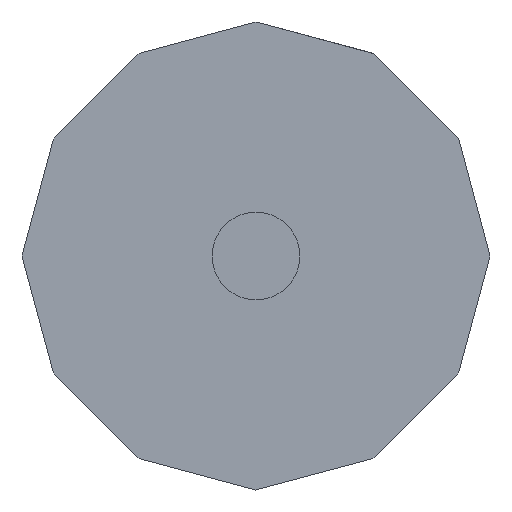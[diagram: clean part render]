
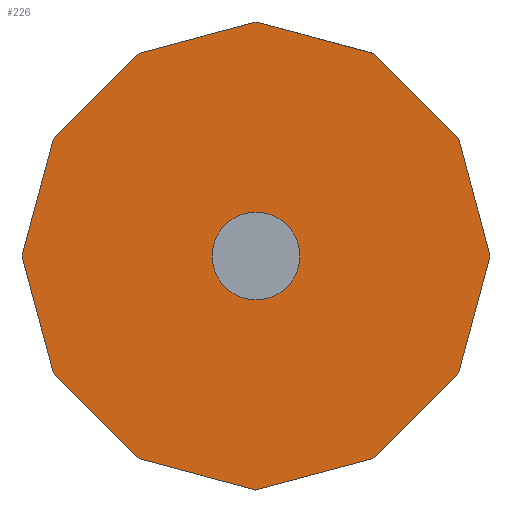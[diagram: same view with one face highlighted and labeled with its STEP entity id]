
A CAD part, front view. The second image highlights one B-rep face of the part: STEP entity #226.
In plain terms, the highlighted planar face has unit normal (0, -1, 0).
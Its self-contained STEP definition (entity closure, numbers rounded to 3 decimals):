
#9 = DIRECTION ( 'NONE',  ( 0.707, 0., -0.707 ) ) ;
#13 = VERTEX_POINT ( 'NONE', #1221 ) ;
#35 = EDGE_LOOP ( 'NONE', ( #204, #1275, #1649, #223, #1299, #2133, #1660, #155, #1792, #1388, #1544, #1941 ) ) ;
#50 = VERTEX_POINT ( 'NONE', #1043 ) ;
#68 = ORIENTED_EDGE ( 'NONE', *, *, #1903, .F. ) ;
#82 = DIRECTION ( 'NONE',  ( -0.966, 0., -0.259 ) ) ;
#108 = VERTEX_POINT ( 'NONE', #469 ) ;
#119 = CARTESIAN_POINT ( 'NONE',  ( 6., -3., 10.392 ) ) ;
#139 = FACE_OUTER_BOUND ( 'NONE', #35, .T. ) ;
#144 = AXIS2_PLACEMENT_3D ( 'NONE', #2531, #681, #1488 ) ;
#155 = ORIENTED_EDGE ( 'NONE', *, *, #1052, .T. ) ;
#187 = VECTOR ( 'NONE', #210, 1000. ) ;
#204 = ORIENTED_EDGE ( 'NONE', *, *, #846, .T. ) ;
#210 = DIRECTION ( 'NONE',  ( -0.707, 0., -0.707 ) ) ;
#223 = ORIENTED_EDGE ( 'NONE', *, *, #2140, .T. ) ;
#226 = ADVANCED_FACE ( 'NONE', ( #2170, #139 ), #1962, .T. ) ;
#232 = VERTEX_POINT ( 'NONE', #1805 ) ;
#256 = DIRECTION ( 'NONE',  ( -0.966, 0., 0.259 ) ) ;
#261 = CARTESIAN_POINT ( 'NONE',  ( 6., -3., -10.392 ) ) ;
#271 = DIRECTION ( 'NONE',  ( 0.259, 0., -0.966 ) ) ;
#333 = VERTEX_POINT ( 'NONE', #2230 ) ;
#334 = CARTESIAN_POINT ( 'NONE',  ( 10.392, -3., 6. ) ) ;
#357 = CARTESIAN_POINT ( 'NONE',  ( 12., -3., 0. ) ) ;
#445 = LINE ( 'NONE', #816, #789 ) ;
#458 = VERTEX_POINT ( 'NONE', #836 ) ;
#469 = CARTESIAN_POINT ( 'NONE',  ( 10.392, -3., -6. ) ) ;
#496 = VECTOR ( 'NONE', #1906, 1000. ) ;
#504 = VECTOR ( 'NONE', #256, 1000. ) ;
#635 = VERTEX_POINT ( 'NONE', #948 ) ;
#639 = EDGE_CURVE ( 'NONE', #232, #13, #1889, .T. ) ;
#649 = VECTOR ( 'NONE', #1213, 1000. ) ;
#663 = EDGE_CURVE ( 'NONE', #2275, #635, #2302, .T. ) ;
#681 = DIRECTION ( 'NONE',  ( 0., -1., 0. ) ) ;
#769 = VECTOR ( 'NONE', #271, 1000. ) ;
#788 = EDGE_LOOP ( 'NONE', ( #68, #807 ) ) ;
#789 = VECTOR ( 'NONE', #9, 1000. ) ;
#807 = ORIENTED_EDGE ( 'NONE', *, *, #639, .F. ) ;
#812 = AXIS2_PLACEMENT_3D ( 'NONE', #2411, #1980, #1351 ) ;
#816 = CARTESIAN_POINT ( 'NONE',  ( -10.392, -3., -6. ) ) ;
#835 = LINE ( 'NONE', #2055, #187 ) ;
#836 = CARTESIAN_POINT ( 'NONE',  ( -10.392, -3., -6. ) ) ;
#846 = EDGE_CURVE ( 'NONE', #1818, #2275, #2193, .T. ) ;
#861 = CARTESIAN_POINT ( 'NONE',  ( 10.392, -3., 6. ) ) ;
#948 = CARTESIAN_POINT ( 'NONE',  ( 0., -3., 12. ) ) ;
#990 = EDGE_CURVE ( 'NONE', #2120, #50, #1475, .T. ) ;
#994 = CARTESIAN_POINT ( 'NONE',  ( 0., -3., 0. ) ) ;
#1019 = CARTESIAN_POINT ( 'NONE',  ( -6., -3., -10.392 ) ) ;
#1043 = CARTESIAN_POINT ( 'NONE',  ( -12., -3., 0. ) ) ;
#1052 = EDGE_CURVE ( 'NONE', #1345, #1120, #1306, .T. ) ;
#1077 = LINE ( 'NONE', #1495, #496 ) ;
#1088 = LINE ( 'NONE', #1943, #2279 ) ;
#1120 = VERTEX_POINT ( 'NONE', #1921 ) ;
#1161 = VECTOR ( 'NONE', #1961, 1000. ) ;
#1174 = EDGE_CURVE ( 'NONE', #1120, #2194, #1866, .T. ) ;
#1178 = CARTESIAN_POINT ( 'NONE',  ( 12., -3., 0. ) ) ;
#1213 = DIRECTION ( 'NONE',  ( 0.966, 0., 0.259 ) ) ;
#1221 = CARTESIAN_POINT ( 'NONE',  ( 0., -3., -2.25 ) ) ;
#1263 = VECTOR ( 'NONE', #1537, 1000. ) ;
#1275 = ORIENTED_EDGE ( 'NONE', *, *, #663, .T. ) ;
#1291 = LINE ( 'NONE', #2128, #769 ) ;
#1299 = ORIENTED_EDGE ( 'NONE', *, *, #990, .T. ) ;
#1306 = LINE ( 'NONE', #2579, #2064 ) ;
#1314 = VECTOR ( 'NONE', #1449, 1000. ) ;
#1322 = EDGE_CURVE ( 'NONE', #50, #458, #1291, .T. ) ;
#1330 = EDGE_CURVE ( 'NONE', #635, #333, #1088, .T. ) ;
#1345 = VERTEX_POINT ( 'NONE', #1019 ) ;
#1351 = DIRECTION ( 'NONE',  ( 0., 0., -1. ) ) ;
#1388 = ORIENTED_EDGE ( 'NONE', *, *, #2588, .T. ) ;
#1410 = CARTESIAN_POINT ( 'NONE',  ( -10.392, -3., 6. ) ) ;
#1449 = DIRECTION ( 'NONE',  ( -0.259, 0., -0.966 ) ) ;
#1456 = CARTESIAN_POINT ( 'NONE',  ( 6., -3., 10.392 ) ) ;
#1475 = LINE ( 'NONE', #1595, #1314 ) ;
#1488 = DIRECTION ( 'NONE',  ( 0., 0., -1. ) ) ;
#1495 = CARTESIAN_POINT ( 'NONE',  ( 6., -3., -10.392 ) ) ;
#1525 = DIRECTION ( 'NONE',  ( 0.966, 0., -0.259 ) ) ;
#1537 = DIRECTION ( 'NONE',  ( 0.259, 0., 0.966 ) ) ;
#1544 = ORIENTED_EDGE ( 'NONE', *, *, #2393, .T. ) ;
#1595 = CARTESIAN_POINT ( 'NONE',  ( -10.392, -3., 6. ) ) ;
#1649 = ORIENTED_EDGE ( 'NONE', *, *, #1330, .T. ) ;
#1660 = ORIENTED_EDGE ( 'NONE', *, *, #1674, .T. ) ;
#1674 = EDGE_CURVE ( 'NONE', #458, #1345, #445, .T. ) ;
#1737 = LINE ( 'NONE', #2577, #1263 ) ;
#1768 = DIRECTION ( 'NONE',  ( 0., 0., -1. ) ) ;
#1792 = ORIENTED_EDGE ( 'NONE', *, *, #1174, .T. ) ;
#1805 = CARTESIAN_POINT ( 'NONE',  ( 0., -3., 2.25 ) ) ;
#1818 = VERTEX_POINT ( 'NONE', #861 ) ;
#1866 = LINE ( 'NONE', #2286, #649 ) ;
#1889 = CIRCLE ( 'NONE', #2463, 2.25 ) ;
#1903 = EDGE_CURVE ( 'NONE', #13, #232, #2478, .T. ) ;
#1906 = DIRECTION ( 'NONE',  ( 0.707, 0., 0.707 ) ) ;
#1921 = CARTESIAN_POINT ( 'NONE',  ( 0., -3., -12. ) ) ;
#1941 = ORIENTED_EDGE ( 'NONE', *, *, #1959, .T. ) ;
#1943 = CARTESIAN_POINT ( 'NONE',  ( 0., -3., 12. ) ) ;
#1959 = EDGE_CURVE ( 'NONE', #2020, #1818, #2184, .T. ) ;
#1961 = DIRECTION ( 'NONE',  ( -0.259, 0., 0.966 ) ) ;
#1962 = PLANE ( 'NONE',  #812 ) ;
#1970 = VECTOR ( 'NONE', #1987, 1000. ) ;
#1980 = DIRECTION ( 'NONE',  ( 0., -1., 0. ) ) ;
#1987 = DIRECTION ( 'NONE',  ( -0.707, 0., 0.707 ) ) ;
#2020 = VERTEX_POINT ( 'NONE', #357 ) ;
#2055 = CARTESIAN_POINT ( 'NONE',  ( -6., -3., 10.392 ) ) ;
#2064 = VECTOR ( 'NONE', #1525, 1000. ) ;
#2120 = VERTEX_POINT ( 'NONE', #1410 ) ;
#2128 = CARTESIAN_POINT ( 'NONE',  ( -12., -3., 0. ) ) ;
#2133 = ORIENTED_EDGE ( 'NONE', *, *, #1322, .T. ) ;
#2140 = EDGE_CURVE ( 'NONE', #333, #2120, #835, .T. ) ;
#2170 = FACE_BOUND ( 'NONE', #788, .T. ) ;
#2184 = LINE ( 'NONE', #1178, #1161 ) ;
#2193 = LINE ( 'NONE', #334, #1970 ) ;
#2194 = VERTEX_POINT ( 'NONE', #261 ) ;
#2230 = CARTESIAN_POINT ( 'NONE',  ( -6., -3., 10.392 ) ) ;
#2275 = VERTEX_POINT ( 'NONE', #119 ) ;
#2279 = VECTOR ( 'NONE', #82, 1000. ) ;
#2286 = CARTESIAN_POINT ( 'NONE',  ( 0., -3., -12. ) ) ;
#2302 = LINE ( 'NONE', #1456, #504 ) ;
#2393 = EDGE_CURVE ( 'NONE', #108, #2020, #1737, .T. ) ;
#2411 = CARTESIAN_POINT ( 'NONE',  ( 0., -3., 0. ) ) ;
#2463 = AXIS2_PLACEMENT_3D ( 'NONE', #994, #2639, #1768 ) ;
#2478 = CIRCLE ( 'NONE', #144, 2.25 ) ;
#2531 = CARTESIAN_POINT ( 'NONE',  ( 0., -3., 0. ) ) ;
#2577 = CARTESIAN_POINT ( 'NONE',  ( 10.392, -3., -6. ) ) ;
#2579 = CARTESIAN_POINT ( 'NONE',  ( -6., -3., -10.392 ) ) ;
#2588 = EDGE_CURVE ( 'NONE', #2194, #108, #1077, .T. ) ;
#2639 = DIRECTION ( 'NONE',  ( 0., -1., 0. ) ) ;
